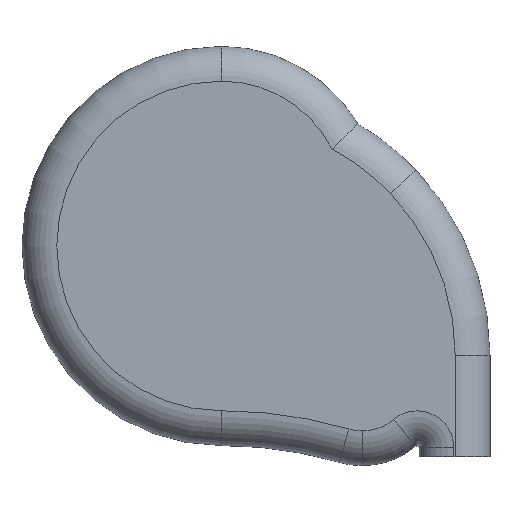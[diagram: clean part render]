
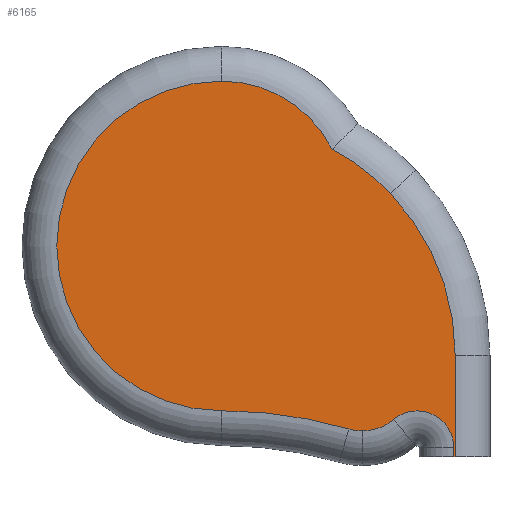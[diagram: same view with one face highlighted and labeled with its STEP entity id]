
A CAD part, left-side view. The second image highlights one B-rep face of the part: STEP entity #6165.
In plain terms, the highlighted planar face has unit normal (-1, 0, 0).
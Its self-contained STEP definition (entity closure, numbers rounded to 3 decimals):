
#189 = CIRCLE ( 'NONE', #1321, 26.356 ) ;
#295 = CARTESIAN_POINT ( 'NONE',  ( -196.5, -21.25, 0. ) ) ;
#314 = DIRECTION ( 'NONE',  ( 0., 0., -1. ) ) ;
#388 = AXIS2_PLACEMENT_3D ( 'NONE', #6197, #11020, #7611 ) ;
#612 = DIRECTION ( 'NONE',  ( -1., 0., 0. ) ) ;
#639 = LINE ( 'NONE', #4902, #13808 ) ;
#1073 = ORIENTED_EDGE ( 'NONE', *, *, #9192, .T. ) ;
#1321 = AXIS2_PLACEMENT_3D ( 'NONE', #4594, #5709, #4732 ) ;
#1381 = DIRECTION ( 'NONE',  ( 1., 0., 0. ) ) ;
#1421 = VERTEX_POINT ( 'NONE', #3849 ) ;
#1485 = EDGE_CURVE ( 'NONE', #10445, #9183, #639, .T. ) ;
#1980 = EDGE_CURVE ( 'NONE', #8493, #7468, #12452, .T. ) ;
#2096 = CARTESIAN_POINT ( 'NONE',  ( -196.5, -21.25, 38.499 ) ) ;
#2207 = AXIS2_PLACEMENT_3D ( 'NONE', #9630, #612, #8869 ) ;
#2222 = PLANE ( 'NONE',  #3313 ) ;
#2416 = FACE_OUTER_BOUND ( 'NONE', #7884, .T. ) ;
#2423 = CIRCLE ( 'NONE', #4887, 26.356 ) ;
#2453 = ORIENTED_EDGE ( 'NONE', *, *, #7908, .T. ) ;
#2483 = DIRECTION ( 'NONE',  ( 0., 0., -1. ) ) ;
#2493 = CARTESIAN_POINT ( 'NONE',  ( -196.5, 106.294, 63.601 ) ) ;
#2551 = DIRECTION ( 'NONE',  ( -1., 0., 0. ) ) ;
#2577 = ORIENTED_EDGE ( 'NONE', *, *, #8105, .T. ) ;
#2619 = DIRECTION ( 'NONE',  ( 0., 0., -1. ) ) ;
#2668 = ORIENTED_EDGE ( 'NONE', *, *, #1980, .T. ) ;
#2793 = DIRECTION ( 'NONE',  ( 0., 0., -1. ) ) ;
#2863 = DIRECTION ( 'NONE',  ( 0., 0., -1. ) ) ;
#3083 = AXIS2_PLACEMENT_3D ( 'NONE', #6745, #6955, #4650 ) ;
#3239 = DIRECTION ( 'NONE',  ( 0., 0., 1. ) ) ;
#3313 = AXIS2_PLACEMENT_3D ( 'NONE', #10954, #1381, #314 ) ;
#3519 = EDGE_CURVE ( 'NONE', #4968, #1421, #10466, .T. ) ;
#3667 = CARTESIAN_POINT ( 'NONE',  ( -196.5, 106.403, 93.995 ) ) ;
#3849 = CARTESIAN_POINT ( 'NONE',  ( -196.5, 14.066, 182.137 ) ) ;
#3867 = ORIENTED_EDGE ( 'NONE', *, *, #3519, .T. ) ;
#4164 = EDGE_CURVE ( 'NONE', #5078, #9183, #10540, .T. ) ;
#4196 = VECTOR ( 'NONE', #11799, 1000. ) ;
#4207 = AXIS2_PLACEMENT_3D ( 'NONE', #8860, #2551, #2483 ) ;
#4279 = ORIENTED_EDGE ( 'NONE', *, *, #4164, .F. ) ;
#4357 = ORIENTED_EDGE ( 'NONE', *, *, #9848, .T. ) ;
#4442 = EDGE_CURVE ( 'NONE', #7468, #4491, #13362, .T. ) ;
#4491 = VERTEX_POINT ( 'NONE', #2493 ) ;
#4594 = CARTESIAN_POINT ( 'NONE',  ( -196.5, 29.414, 78.995 ) ) ;
#4650 = DIRECTION ( 'NONE',  ( 0., 0., -1. ) ) ;
#4714 = EDGE_CURVE ( 'NONE', #5877, #11587, #189, .T. ) ;
#4732 = DIRECTION ( 'NONE',  ( 0., 0., -1. ) ) ;
#4887 = AXIS2_PLACEMENT_3D ( 'NONE', #12519, #9104, #2863 ) ;
#4902 = CARTESIAN_POINT ( 'NONE',  ( -196.5, -20.5, 0. ) ) ;
#4968 = VERTEX_POINT ( 'NONE', #8249 ) ;
#5078 = VERTEX_POINT ( 'NONE', #2096 ) ;
#5086 = CARTESIAN_POINT ( 'NONE',  ( -196.5, 29.414, 52.639 ) ) ;
#5690 = EDGE_CURVE ( 'NONE', #4491, #5877, #10009, .T. ) ;
#5709 = DIRECTION ( 'NONE',  ( -1., 0., 0. ) ) ;
#5877 = VERTEX_POINT ( 'NONE', #6809 ) ;
#6016 = DIRECTION ( 'NONE',  ( 0., 0., -1. ) ) ;
#6165 = ADVANCED_FACE ( 'NONE', ( #2416 ), #2222, .F. ) ;
#6197 = CARTESIAN_POINT ( 'NONE',  ( -196.5, 106.294, 176.101 ) ) ;
#6356 = CARTESIAN_POINT ( 'NONE',  ( -196.5, -20.5, 43.583 ) ) ;
#6447 = VECTOR ( 'NONE', #3239, 1000. ) ;
#6745 = CARTESIAN_POINT ( 'NONE',  ( -196.5, 106.294, -185.117 ) ) ;
#6809 = CARTESIAN_POINT ( 'NONE',  ( -196.5, 36.78, 53.689 ) ) ;
#6955 = DIRECTION ( 'NONE',  ( 1., 0., 0. ) ) ;
#7354 = AXIS2_PLACEMENT_3D ( 'NONE', #9305, #9383, #2793 ) ;
#7468 = VERTEX_POINT ( 'NONE', #7776 ) ;
#7611 = DIRECTION ( 'NONE',  ( 0., 0., -1. ) ) ;
#7776 = CARTESIAN_POINT ( 'NONE',  ( -196.5, 106.294, 243.601 ) ) ;
#7884 = EDGE_LOOP ( 'NONE', ( #4279, #1073, #3867, #4357, #2668, #13801, #9102, #13261, #2453, #2577, #13542 ) ) ;
#7908 = EDGE_CURVE ( 'NONE', #11587, #13472, #2423, .T. ) ;
#7949 = DIRECTION ( 'NONE',  ( -1., 0., 0. ) ) ;
#8105 = EDGE_CURVE ( 'NONE', #13472, #10445, #8909, .T. ) ;
#8124 = CARTESIAN_POINT ( 'NONE',  ( -196.5, 45.998, 206.443 ) ) ;
#8249 = CARTESIAN_POINT ( 'NONE',  ( -196.5, -21.25, 93.995 ) ) ;
#8493 = VERTEX_POINT ( 'NONE', #8124 ) ;
#8860 = CARTESIAN_POINT ( 'NONE',  ( -196.5, 106.294, 94.098 ) ) ;
#8869 = DIRECTION ( 'NONE',  ( 0., 0., -1. ) ) ;
#8909 = CIRCLE ( 'NONE', #7354, 20. ) ;
#9102 = ORIENTED_EDGE ( 'NONE', *, *, #5690, .T. ) ;
#9104 = DIRECTION ( 'NONE',  ( -1., 0., 0. ) ) ;
#9183 = VERTEX_POINT ( 'NONE', #11571 ) ;
#9192 = EDGE_CURVE ( 'NONE', #5078, #4968, #10523, .T. ) ;
#9305 = CARTESIAN_POINT ( 'NONE',  ( -196.5, -0.5, 43.583 ) ) ;
#9383 = DIRECTION ( 'NONE',  ( 1., 0., 0. ) ) ;
#9536 = CARTESIAN_POINT ( 'NONE',  ( -196.5, 12.406, 58.861 ) ) ;
#9630 = CARTESIAN_POINT ( 'NONE',  ( -196.5, 106.294, 153.601 ) ) ;
#9633 = CARTESIAN_POINT ( 'NONE',  ( -196.5, 0., 38.499 ) ) ;
#9848 = EDGE_CURVE ( 'NONE', #1421, #8493, #10249, .T. ) ;
#10009 = CIRCLE ( 'NONE', #3083, 248.718 ) ;
#10249 = CIRCLE ( 'NONE', #4207, 127.503 ) ;
#10445 = VERTEX_POINT ( 'NONE', #6356 ) ;
#10466 = CIRCLE ( 'NONE', #11130, 127.653 ) ;
#10523 = LINE ( 'NONE', #295, #6447 ) ;
#10540 = LINE ( 'NONE', #9633, #4196 ) ;
#10954 = CARTESIAN_POINT ( 'NONE',  ( -196.5, 0., 0. ) ) ;
#11020 = DIRECTION ( 'NONE',  ( -1., 0., 0. ) ) ;
#11130 = AXIS2_PLACEMENT_3D ( 'NONE', #3667, #7949, #2619 ) ;
#11571 = CARTESIAN_POINT ( 'NONE',  ( -196.5, -20.5, 38.499 ) ) ;
#11587 = VERTEX_POINT ( 'NONE', #5086 ) ;
#11799 = DIRECTION ( 'NONE',  ( 0., 1., 0. ) ) ;
#12452 = CIRCLE ( 'NONE', #388, 67.5 ) ;
#12519 = CARTESIAN_POINT ( 'NONE',  ( -196.5, 29.414, 78.995 ) ) ;
#13261 = ORIENTED_EDGE ( 'NONE', *, *, #4714, .T. ) ;
#13362 = CIRCLE ( 'NONE', #2207, 90. ) ;
#13472 = VERTEX_POINT ( 'NONE', #9536 ) ;
#13542 = ORIENTED_EDGE ( 'NONE', *, *, #1485, .T. ) ;
#13801 = ORIENTED_EDGE ( 'NONE', *, *, #4442, .T. ) ;
#13808 = VECTOR ( 'NONE', #6016, 1000. ) ;
